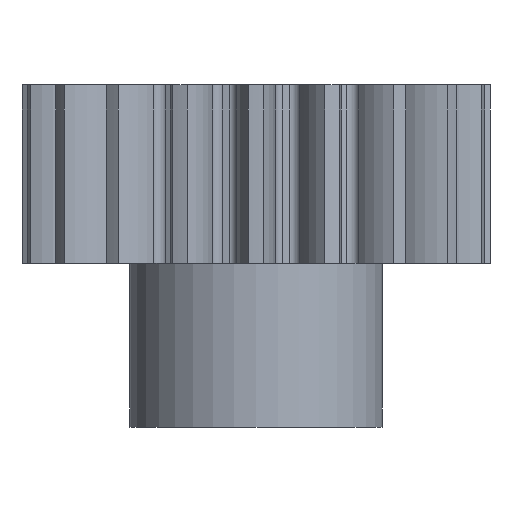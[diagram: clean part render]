
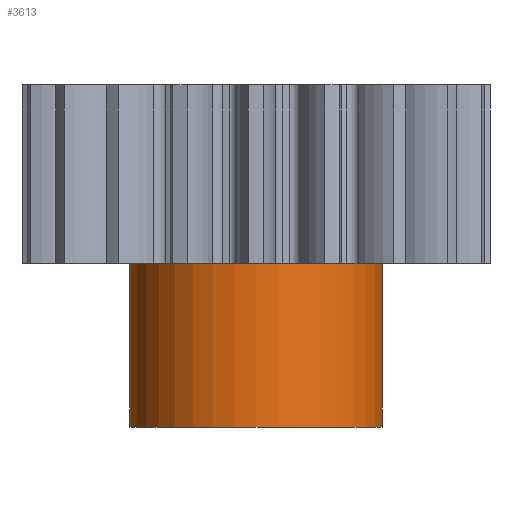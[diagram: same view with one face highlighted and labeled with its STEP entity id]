
A CAD part, front view. The second image highlights one B-rep face of the part: STEP entity #3613.
In plain terms, the highlighted cylindrical face has radius 8.5 mm (diameter 17 mm), a partial arc.
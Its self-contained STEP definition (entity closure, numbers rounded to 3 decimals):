
#78 = CARTESIAN_POINT ( 'NONE',  ( 8.5, 0., -11. ) ) ;
#79 = LINE ( 'NONE', #78, #133 ) ;
#85 = CARTESIAN_POINT ( 'NONE',  ( 8.5, 0., 0. ) ) ;
#89 = DIRECTION ( 'NONE',  ( 0., 0., 1. ) ) ;
#90 = VECTOR ( 'NONE', #89, 1000. ) ;
#91 = CARTESIAN_POINT ( 'NONE',  ( -8.5, 0., -11. ) ) ;
#101 = LINE ( 'NONE', #91, #90 ) ;
#107 = CARTESIAN_POINT ( 'NONE',  ( -8.5, 0., 0. ) ) ;
#129 = CARTESIAN_POINT ( 'NONE',  ( -8.5, 0., -11. ) ) ;
#132 = DIRECTION ( 'NONE',  ( 0., 0., 1. ) ) ;
#133 = VECTOR ( 'NONE', #132, 1000. ) ;
#163 = CARTESIAN_POINT ( 'NONE',  ( 8.5, 0., -11. ) ) ;
#1241 = EDGE_CURVE ( 'NONE', #1662, #1643, #2943, .T. ) ;
#1638 = EDGE_CURVE ( 'NONE', #1661, #1662, #101, .T. ) ;
#1643 = VERTEX_POINT ( 'NONE', #85 ) ;
#1644 = EDGE_CURVE ( 'NONE', #1668, #1643, #79, .T. ) ;
#1661 = VERTEX_POINT ( 'NONE', #129 ) ;
#1662 = VERTEX_POINT ( 'NONE', #107 ) ;
#1668 = VERTEX_POINT ( 'NONE', #163 ) ;
#2291 = DIRECTION ( 'NONE',  ( 1., 0., 0. ) ) ;
#2292 = DIRECTION ( 'NONE',  ( 0., 0., 1. ) ) ;
#2293 = AXIS2_PLACEMENT_3D ( 'NONE', #2463, #2292, #2291 ) ;
#2294 = CYLINDRICAL_SURFACE ( 'NONE', #2464, 8.5 ) ;
#2296 = DIRECTION ( 'NONE',  ( 1., 0., 0. ) ) ;
#2297 = CIRCLE ( 'NONE', #2293, 8.5 ) ;
#2299 = FACE_OUTER_BOUND ( 'NONE', #3614, .T. ) ;
#2303 = CARTESIAN_POINT ( 'NONE',  ( 0., 0., -11. ) ) ;
#2463 = CARTESIAN_POINT ( 'NONE',  ( 0., 0., -11. ) ) ;
#2464 = AXIS2_PLACEMENT_3D ( 'NONE', #2303, #2470, #2296 ) ;
#2470 = DIRECTION ( 'NONE',  ( 0., 0., 1. ) ) ;
#2941 = DIRECTION ( 'NONE',  ( 0., 0., 1. ) ) ;
#2943 = CIRCLE ( 'NONE', #2948, 8.5 ) ;
#2948 = AXIS2_PLACEMENT_3D ( 'NONE', #2956, #2941, #2997 ) ;
#2956 = CARTESIAN_POINT ( 'NONE',  ( 0., 0., 0. ) ) ;
#2997 = DIRECTION ( 'NONE',  ( 1., 0., 0. ) ) ;
#3606 = ORIENTED_EDGE ( 'NONE', *, *, #1638, .F. ) ;
#3607 = ORIENTED_EDGE ( 'NONE', *, *, #3608, .T. ) ;
#3608 = EDGE_CURVE ( 'NONE', #1661, #1668, #2297, .T. ) ;
#3609 = ORIENTED_EDGE ( 'NONE', *, *, #1241, .F. ) ;
#3610 = ORIENTED_EDGE ( 'NONE', *, *, #1644, .T. ) ;
#3613 = ADVANCED_FACE ( 'NONE', ( #2299 ), #2294, .T. ) ;
#3614 = EDGE_LOOP ( 'NONE', ( #3606, #3607, #3610, #3609 ) ) ;
